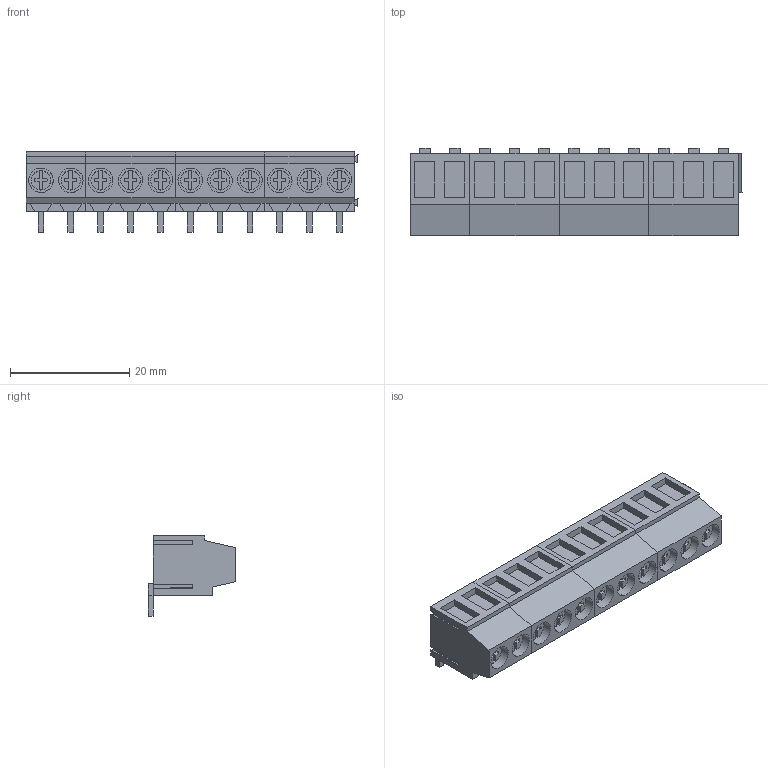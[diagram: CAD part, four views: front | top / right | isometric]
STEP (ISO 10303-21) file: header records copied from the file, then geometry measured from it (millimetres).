
FILE_DESCRIPTION(('CATIA V5 STEP Exchange','CAx-IF Rec.Pracs.--- Model Styling and Organization---1.2---2011-12-15'),'2;1');
FILE_NAME ('D1449971_0_1234320000_1234320000.stp','2018-03-31T10:26:17+00:00',('none'),('Weidmueller'),'CATIA Version 5-6 Release 2014','CATIA V5 STEP AP214','none');
FILE_SCHEMA(('AUTOMOTIVE_DESIGN { 1 0 10303 214 1 1 1 1 }'));
Length unit declared in the file: millimetre
Products named in the file (1): 1234320000
Bounding box: 55.6 x 14.6 x 13.5 mm (x, y, z)
Volume: 5251 mm3; surface area: 6437.5 mm2
Topology: 26 solids, 26 shells, 786 faces, 2081 edges, 1380 vertices
Faces by surface type: plane 720, cylinder 66
Entity records: 23775 total; most frequent: CARTESIAN_POINT 4669, ORIENTED_EDGE 4162, DIRECTION 3194, EDGE_CURVE 2081, VECTOR 1905, LINE 1905, VERTEX_POINT 1380, EDGE_LOOP 819
